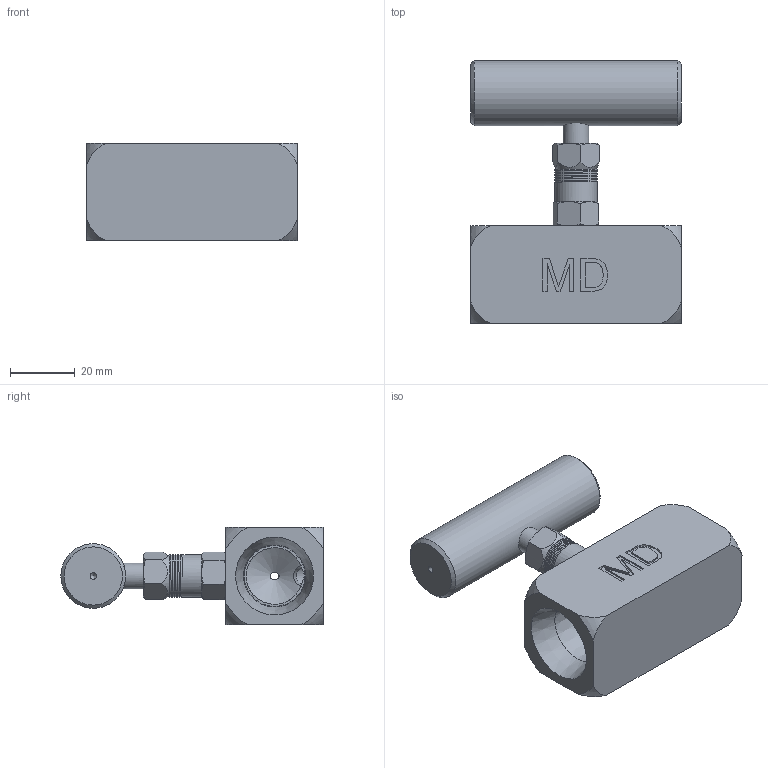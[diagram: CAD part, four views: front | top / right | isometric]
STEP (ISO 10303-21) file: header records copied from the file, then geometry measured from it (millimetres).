
FILE_DESCRIPTION(/* description */ ('Unknown'),/* implementation_level */ '2;1');
FILE_NAME(/* name */ 'NV-0060-DN15',/* time_stamp */ '2022-03-28T10:25:49+08:00',/* author */ ('Unknown'),/* organization */ ('Unknown'),/* preprocessor_version */ 'ST-DEVELOPER v16.7',/* originating_system */ 'DEX',/* authorisation */ $);
FILE_SCHEMA (('AUTOMOTIVE_DESIGN {1 0 10303 214 3 1 1}'));
Length unit declared in the file: millimetre
Products named in the file (1): NV-0060-DN15
Bounding box: 65 x 81 x 30 mm (x, y, z)
Volume: 63149.2 mm3; surface area: 20316.4 mm2
Topology: 1 solids, 1 shells, 196 faces, 500 edges, 330 vertices
Faces by surface type: plane 102, cone 35, bspline 30, cylinder 21, torus 8
Full cylindrical faces by diameter (mm): 6 x1, 8 x2, 10.8 x1, 13 x8, 17.5 x1, 20 x1
Entity records: 10569 total; most frequent: CARTESIAN_POINT 6475, ORIENTED_EDGE 894, DIRECTION 656, EDGE_CURVE 447, VERTEX_POINT 316, FACE_BOUND 247, EDGE_LOOP 244, AXIS2_PLACEMENT_3D 224
